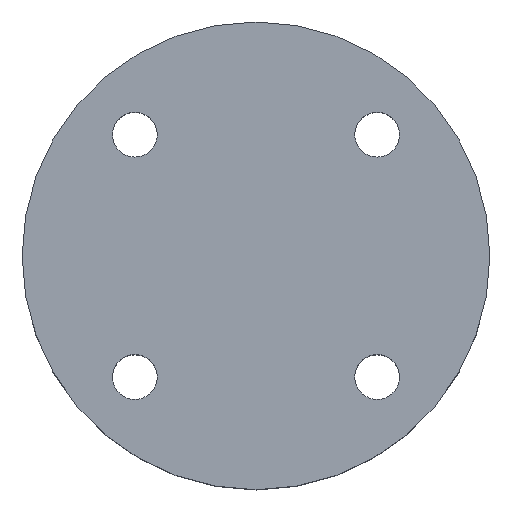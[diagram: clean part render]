
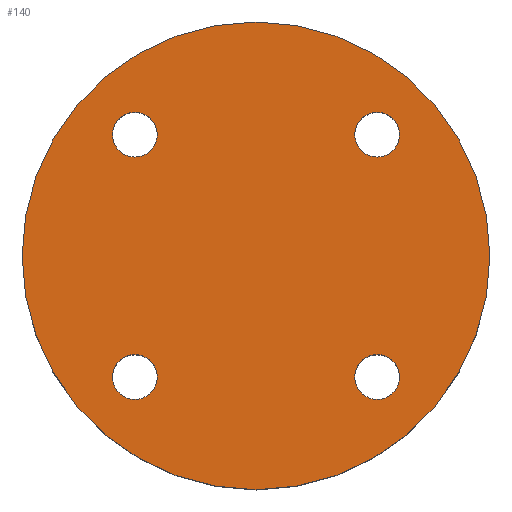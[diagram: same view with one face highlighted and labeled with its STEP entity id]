
A CAD part, front view. The second image highlights one B-rep face of the part: STEP entity #140.
In plain terms, the highlighted face is planar.
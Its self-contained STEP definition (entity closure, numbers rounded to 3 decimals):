
#23=FACE_BOUND('',#46,.T.);
#24=FACE_BOUND('',#47,.T.);
#25=FACE_BOUND('',#48,.T.);
#26=FACE_BOUND('',#49,.T.);
#31=PLANE('',#161);
#38=FACE_OUTER_BOUND('',#45,.T.);
#45=EDGE_LOOP('',(#120));
#46=EDGE_LOOP('',(#121));
#47=EDGE_LOOP('',(#122));
#48=EDGE_LOOP('',(#123));
#49=EDGE_LOOP('',(#124));
#66=CIRCLE('',#148,1.85);
#68=CIRCLE('',#151,1.85);
#70=CIRCLE('',#154,1.85);
#72=CIRCLE('',#157,1.85);
#74=CIRCLE('',#160,19.3);
#76=VERTEX_POINT('',#220);
#78=VERTEX_POINT('',#226);
#80=VERTEX_POINT('',#232);
#82=VERTEX_POINT('',#238);
#84=VERTEX_POINT('',#244);
#87=EDGE_CURVE('',#76,#76,#66,.T.);
#90=EDGE_CURVE('',#78,#78,#68,.T.);
#93=EDGE_CURVE('',#80,#80,#70,.T.);
#96=EDGE_CURVE('',#82,#82,#72,.T.);
#99=EDGE_CURVE('',#84,#84,#74,.T.);
#120=ORIENTED_EDGE('',*,*,#99,.F.);
#121=ORIENTED_EDGE('',*,*,#96,.F.);
#122=ORIENTED_EDGE('',*,*,#93,.F.);
#123=ORIENTED_EDGE('',*,*,#90,.F.);
#124=ORIENTED_EDGE('',*,*,#87,.F.);
#140=ADVANCED_FACE('',(#38,#23,#24,#25,#26),#31,.F.);
#148=AXIS2_PLACEMENT_3D('',#222,#176,#177);
#151=AXIS2_PLACEMENT_3D('',#228,#183,#184);
#154=AXIS2_PLACEMENT_3D('',#234,#190,#191);
#157=AXIS2_PLACEMENT_3D('',#240,#197,#198);
#160=AXIS2_PLACEMENT_3D('',#246,#204,#205);
#161=AXIS2_PLACEMENT_3D('',#247,#206,#207);
#176=DIRECTION('center_axis',(0.,1.,0.));
#177=DIRECTION('ref_axis',(1.,0.,0.));
#183=DIRECTION('center_axis',(0.,1.,0.));
#184=DIRECTION('ref_axis',(1.,0.,0.));
#190=DIRECTION('center_axis',(0.,1.,0.));
#191=DIRECTION('ref_axis',(1.,0.,0.));
#197=DIRECTION('center_axis',(0.,1.,0.));
#198=DIRECTION('ref_axis',(1.,0.,0.));
#204=DIRECTION('center_axis',(0.,-1.,0.));
#205=DIRECTION('ref_axis',(1.,0.,0.));
#206=DIRECTION('center_axis',(0.,-1.,0.));
#207=DIRECTION('ref_axis',(1.,0.,0.));
#220=CARTESIAN_POINT('',(282.01,-34.885,139.98));
#222=CARTESIAN_POINT('Origin',(283.86,-34.885,139.98));
#226=CARTESIAN_POINT('',(302.01,-34.885,159.98));
#228=CARTESIAN_POINT('Origin',(303.86,-34.885,159.98));
#232=CARTESIAN_POINT('',(282.01,-34.885,159.98));
#234=CARTESIAN_POINT('Origin',(283.86,-34.885,159.98));
#238=CARTESIAN_POINT('',(302.01,-34.885,139.98));
#240=CARTESIAN_POINT('Origin',(303.86,-34.885,139.98));
#244=CARTESIAN_POINT('',(274.56,-34.885,149.98));
#246=CARTESIAN_POINT('Origin',(293.86,-34.885,149.98));
#247=CARTESIAN_POINT('Origin',(293.86,-34.885,149.98));
